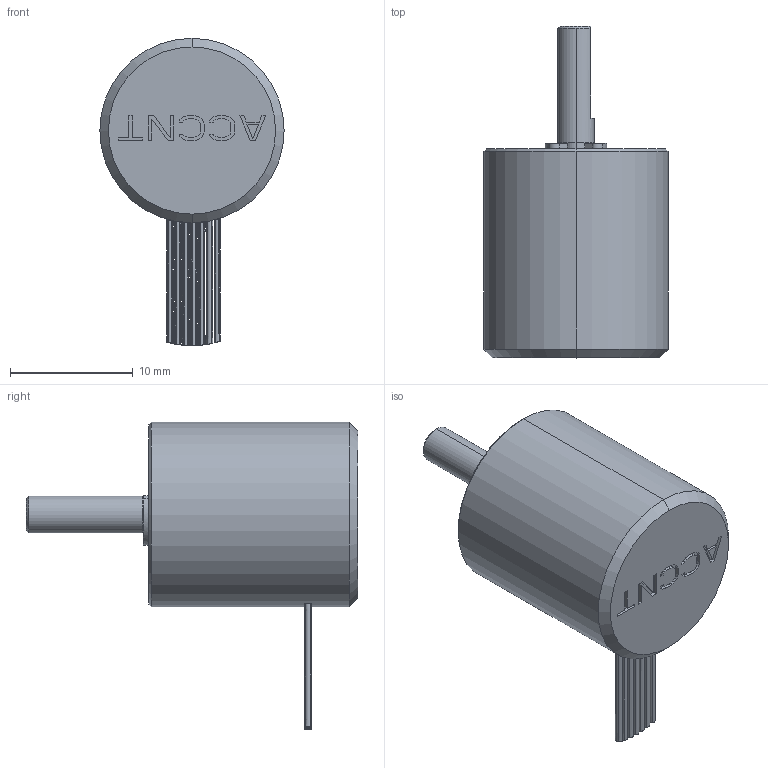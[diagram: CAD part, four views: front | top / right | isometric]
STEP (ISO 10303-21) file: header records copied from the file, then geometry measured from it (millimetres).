
FILE_DESCRIPTION((''),'2;1');
FILE_NAME('QY1503_ASM','2020-10-06T21:37:07',('Administrator'),(''),'CREO PARAMETRIC BY PTC INC, 2016390','CREO PARAMETRIC BY PTC INC, 2016390','');
FILE_SCHEMA(('CONFIG_CONTROL_DESIGN'));
Length unit declared in the file: millimetre
Products named in the file (10): SWFMH-G-02-_X2_596551EF72796B_1; SWFMH-G-02-_X2_596551EF72796B_2; SWFMH-G-02-_X2_596551EF72796B_3; SWFMH-G-02-_X2_596551EF72796B_4; SWFMH-G-02-_X2_596551EF72796B_5; SWFMH-G-02-_X2_596551EF72796B_6; SWFMH-G-02-_X2_596551EF72796B_7; SWFMH-G-02-_X2_596551EF72796B_8; SWFMH-G-02-_X2_596551EF72796B65_ASM; QY1503_ASM
Assembly tree (9 placements, depth 3):
  QY1503_ASM
    SWFMH-G-02-_X2_596551EF72796B65_ASM
      SWFMH-G-02-_X2_596551EF72796B_1
      SWFMH-G-02-_X2_596551EF72796B_2
      SWFMH-G-02-_X2_596551EF72796B_3
      SWFMH-G-02-_X2_596551EF72796B_4
      SWFMH-G-02-_X2_596551EF72796B_5
      SWFMH-G-02-_X2_596551EF72796B_6
      SWFMH-G-02-_X2_596551EF72796B_7
      SWFMH-G-02-_X2_596551EF72796B_8
Bounding box: 15 x 27 x 25 mm (x, y, z)
Volume: 3043.4 mm3; surface area: 1533 mm2
Topology: 8 solids, 8 shells, 223 faces, 611 edges, 408 vertices
Faces by surface type: plane 139, extrusion 56, cylinder 15, cone 13
Entity records: 8941 total; most frequent: CARTESIAN_POINT 3163, ORIENTED_EDGE 1214, DIRECTION 1006, EDGE_CURVE 607, VECTOR 480, LINE 424, VERTEX_POINT 408, AXIS2_PLACEMENT_3D 263
